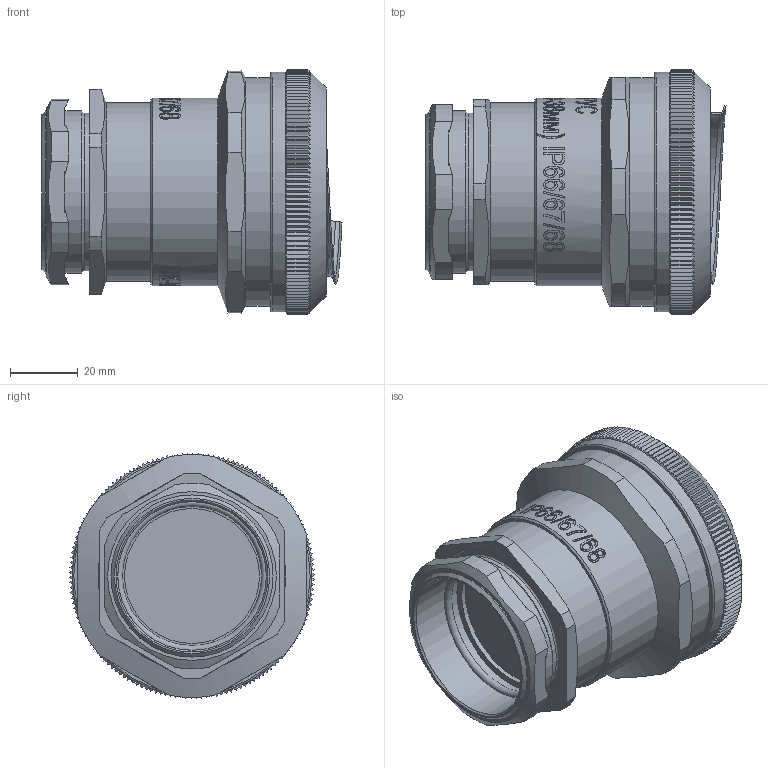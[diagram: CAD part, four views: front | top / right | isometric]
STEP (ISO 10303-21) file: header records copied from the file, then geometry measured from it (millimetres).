
FILE_DESCRIPTION(/* description */ (''),/* implementation_level */ '2;1');
FILE_NAME(/* name */ 'Модель ВК-М48-38-МР50.stp',/* time_stamp */ '2020-07-17T13:26:03+07:00',/* author */ ('Борисов Е'),/* organization */ (''),/* preprocessor_version */ 'ST-DEVELOPER v17',/* originating_system */ 'Autodesk Inventor 2019',/* authorisation */ '');
FILE_SCHEMA (('AUTOMOTIVE_DESIGN { 1 0 10303 214 3 1 1 }'));
Length unit declared in the file: millimetre
Products named in the file (1): Модель ВК-М4
8-38-МР50
Bounding box: 88.85 x 72.54 x 72.54 mm (x, y, z)
Volume: 164203.5 mm3; surface area: 38350.9 mm2
Topology: 1 solids, 1 shells, 928 faces, 2575 edges, 1722 vertices
Faces by surface type: plane 477, bspline 334, cylinder 94, cone 19, torus 4
Full cylindrical faces by diameter (mm): 40 x1, 44 x2, 46.6 x1, 48 x2, 49.2 x1, 50 x1, 53 x1, 55.6 x1, 59 x2, 61.2 x1, 67.8 x1, 71 x1
Entity records: 37721 total; most frequent: CARTESIAN_POINT 16870, ORIENTED_EDGE 5150, DIRECTION 2745, EDGE_CURVE 2575, VERTEX_POINT 1722, EDGE_LOOP 1001, LINE 965, VECTOR 965
